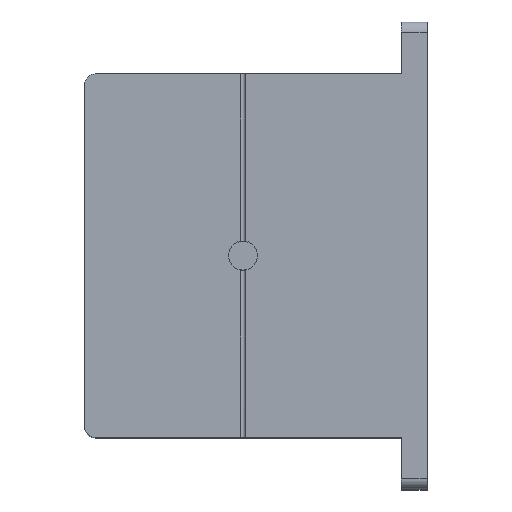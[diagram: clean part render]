
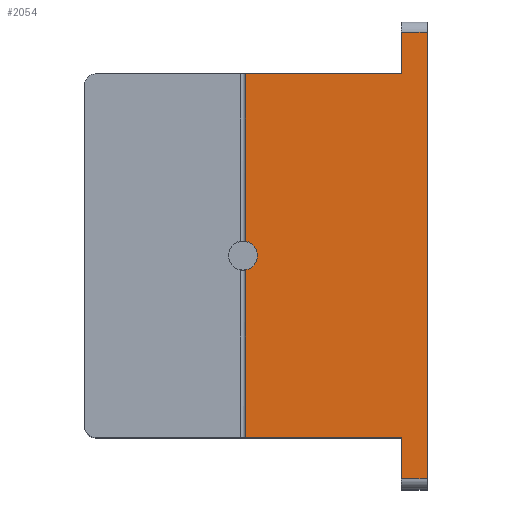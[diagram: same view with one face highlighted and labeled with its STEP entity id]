
A CAD part, top view. The second image highlights one B-rep face of the part: STEP entity #2054.
In plain terms, the highlighted planar face has unit normal (0, 0, 1).
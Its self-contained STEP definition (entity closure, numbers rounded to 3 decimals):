
#51=PLANE('',#2219);
#113=FACE_OUTER_BOUND('',#229,.T.);
#229=EDGE_LOOP('',(#1465,#1466,#1467,#1468,#1469,#1470,#1471,#1472,#1473,
#1474));
#380=LINE('',#3178,#582);
#382=LINE('',#3206,#584);
#384=LINE('',#3229,#586);
#385=LINE('',#3231,#587);
#386=LINE('',#3233,#588);
#387=LINE('',#3235,#589);
#388=LINE('',#3237,#590);
#389=LINE('',#3239,#591);
#390=LINE('',#3240,#592);
#582=VECTOR('',#2525,10.);
#584=VECTOR('',#2533,10.);
#586=VECTOR('',#2537,10.);
#587=VECTOR('',#2538,10.);
#588=VECTOR('',#2539,10.);
#589=VECTOR('',#2540,10.);
#590=VECTOR('',#2541,10.);
#591=VECTOR('',#2542,10.);
#592=VECTOR('',#2543,10.);
#764=CIRCLE('',#2220,2.794);
#897=VERTEX_POINT('',#3176);
#898=VERTEX_POINT('',#3177);
#901=VERTEX_POINT('',#3202);
#903=VERTEX_POINT('',#3205);
#905=VERTEX_POINT('',#3228);
#906=VERTEX_POINT('',#3230);
#907=VERTEX_POINT('',#3232);
#908=VERTEX_POINT('',#3234);
#909=VERTEX_POINT('',#3236);
#910=VERTEX_POINT('',#3238);
#1115=EDGE_CURVE('',#897,#898,#380,.T.);
#1120=EDGE_CURVE('',#903,#901,#382,.T.);
#1123=EDGE_CURVE('',#901,#905,#384,.T.);
#1124=EDGE_CURVE('',#905,#906,#385,.T.);
#1125=EDGE_CURVE('',#907,#906,#386,.T.);
#1126=EDGE_CURVE('',#908,#907,#387,.T.);
#1127=EDGE_CURVE('',#909,#908,#388,.T.);
#1128=EDGE_CURVE('',#909,#910,#389,.T.);
#1129=EDGE_CURVE('',#910,#897,#390,.T.);
#1130=EDGE_CURVE('',#898,#903,#764,.T.);
#1465=ORIENTED_EDGE('',*,*,#1120,.T.);
#1466=ORIENTED_EDGE('',*,*,#1123,.T.);
#1467=ORIENTED_EDGE('',*,*,#1124,.T.);
#1468=ORIENTED_EDGE('',*,*,#1125,.F.);
#1469=ORIENTED_EDGE('',*,*,#1126,.F.);
#1470=ORIENTED_EDGE('',*,*,#1127,.F.);
#1471=ORIENTED_EDGE('',*,*,#1128,.T.);
#1472=ORIENTED_EDGE('',*,*,#1129,.T.);
#1473=ORIENTED_EDGE('',*,*,#1115,.T.);
#1474=ORIENTED_EDGE('',*,*,#1130,.T.);
#2054=ADVANCED_FACE('',(#113),#51,.T.);
#2219=AXIS2_PLACEMENT_3D('',#3227,#2535,#2536);
#2220=AXIS2_PLACEMENT_3D('',#3241,#2544,#2545);
#2525=DIRECTION('',(0.,-1.,0.));
#2533=DIRECTION('',(0.,-1.,0.));
#2535=DIRECTION('center_axis',(0.,0.,1.));
#2536=DIRECTION('ref_axis',(1.,0.,0.));
#2537=DIRECTION('',(1.,0.,0.));
#2538=DIRECTION('',(0.,-1.,0.));
#2539=DIRECTION('',(-1.,0.,0.));
#2540=DIRECTION('',(0.,-1.,0.));
#2541=DIRECTION('',(1.,0.,0.));
#2542=DIRECTION('',(0.,-1.,0.));
#2543=DIRECTION('',(-1.,0.,0.));
#2544=DIRECTION('center_axis',(0.,0.,-1.));
#2545=DIRECTION('ref_axis',(1.,0.,0.));
#3176=CARTESIAN_POINT('',(0.5,35.,95.25));
#3177=CARTESIAN_POINT('',(0.5,2.749,95.25));
#3178=CARTESIAN_POINT('',(0.5,35.,95.25));
#3202=CARTESIAN_POINT('',(0.5,-35.,95.25));
#3205=CARTESIAN_POINT('',(0.5,-2.749,95.25));
#3206=CARTESIAN_POINT('',(0.5,35.,95.25));
#3227=CARTESIAN_POINT('Origin',(0.,0.,95.25));
#3228=CARTESIAN_POINT('',(30.5,-35.,95.25));
#3229=CARTESIAN_POINT('',(-30.5,-35.,95.25));
#3230=CARTESIAN_POINT('',(30.5,-43.,95.25));
#3231=CARTESIAN_POINT('',(30.5,45.,95.25));
#3232=CARTESIAN_POINT('',(35.5,-43.,95.25));
#3233=CARTESIAN_POINT('',(15.25,-43.,95.25));
#3234=CARTESIAN_POINT('',(35.5,43.,95.25));
#3235=CARTESIAN_POINT('',(35.5,45.,95.25));
#3236=CARTESIAN_POINT('',(30.5,43.,95.25));
#3237=CARTESIAN_POINT('',(15.25,43.,95.25));
#3238=CARTESIAN_POINT('',(30.5,35.,95.25));
#3239=CARTESIAN_POINT('',(30.5,45.,95.25));
#3240=CARTESIAN_POINT('',(30.5,35.,95.25));
#3241=CARTESIAN_POINT('Origin',(0.,0.,95.25));
